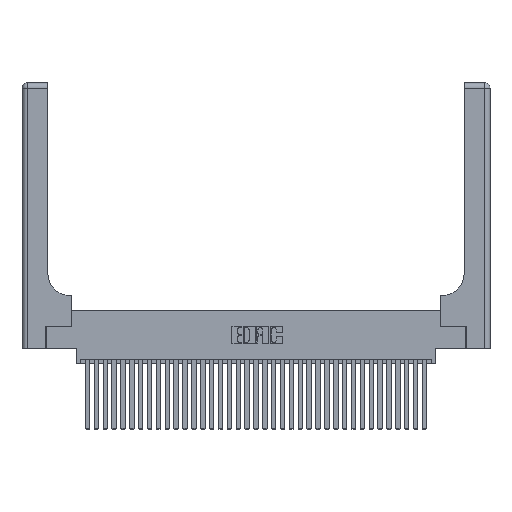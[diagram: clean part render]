
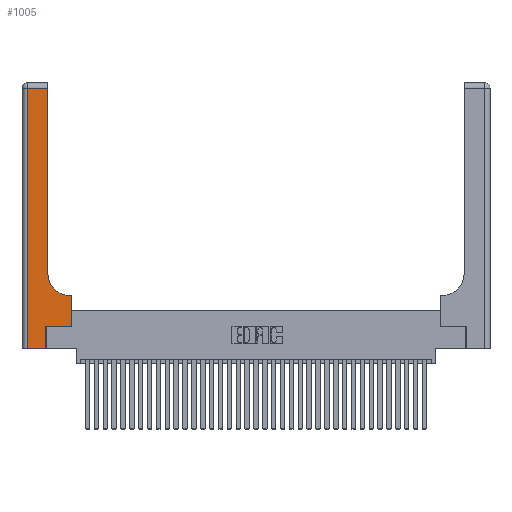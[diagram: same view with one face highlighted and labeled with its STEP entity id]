
A CAD part, top view. The second image highlights one B-rep face of the part: STEP entity #1005.
In plain terms, the highlighted planar face has unit normal (0, 0, 1).
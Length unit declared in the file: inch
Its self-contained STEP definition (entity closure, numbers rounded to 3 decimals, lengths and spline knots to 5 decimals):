
#8 = VERTEX_POINT ( 'NONE', #21465 ) ;
#543 = DIRECTION ( 'NONE',  ( 1., 0., 0. ) ) ;
#796 = EDGE_CURVE ( 'NONE', #8044, #22529, #5427, .T. ) ;
#803 = EDGE_LOOP ( 'NONE', ( #30889, #29373, #20012, #31592, #20064, #13325, #16066, #23217, #16756 ) ) ;
#1005 = ADVANCED_FACE ( 'NONE', ( #32459 ), #29613, .F. ) ;
#2074 = AXIS2_PLACEMENT_3D ( 'NONE', #3687, #23065, #14500 ) ;
#2304 = CARTESIAN_POINT ( 'NONE',  ( 0.2915, 2.94, 0.37 ) ) ;
#2359 = DIRECTION ( 'NONE',  ( 0., 1., 0. ) ) ;
#2520 = CARTESIAN_POINT ( 'NONE',  ( 0.2915, 3., 0.37 ) ) ;
#2817 = EDGE_CURVE ( 'NONE', #34581, #5390, #5353, .T. ) ;
#3205 = LINE ( 'NONE', #14253, #25420 ) ;
#3239 = VECTOR ( 'NONE', #30202, 39.37008 ) ;
#3353 = EDGE_CURVE ( 'NONE', #35449, #12879, #5361, .T. ) ;
#3687 = CARTESIAN_POINT ( 'NONE',  ( 0.5415, 0.85, 0.37 ) ) ;
#4523 = CARTESIAN_POINT ( 'NONE',  ( 0., 3., 0.37 ) ) ;
#5353 = LINE ( 'NONE', #2520, #6153 ) ;
#5361 = LINE ( 'NONE', #21615, #25815 ) ;
#5390 = VERTEX_POINT ( 'NONE', #2304 ) ;
#5427 = LINE ( 'NONE', #16046, #3239 ) ;
#6153 = VECTOR ( 'NONE', #2359, 39.37008 ) ;
#6187 = EDGE_CURVE ( 'NONE', #5390, #8044, #29526, .T. ) ;
#8044 = VERTEX_POINT ( 'NONE', #33128 ) ;
#9271 = VECTOR ( 'NONE', #17533, 39.37008 ) ;
#12879 = VERTEX_POINT ( 'NONE', #21356 ) ;
#13325 = ORIENTED_EDGE ( 'NONE', *, *, #13641, .T. ) ;
#13641 = EDGE_CURVE ( 'NONE', #17294, #8, #33767, .T. ) ;
#14253 = CARTESIAN_POINT ( 'NONE',  ( 0., 0., 0.37 ) ) ;
#14500 = DIRECTION ( 'NONE',  ( 1., 0., 0. ) ) ;
#14926 = DIRECTION ( 'NONE',  ( 0., 1., 0. ) ) ;
#15415 = EDGE_CURVE ( 'NONE', #12879, #34581, #20742, .T. ) ;
#16046 = CARTESIAN_POINT ( 'NONE',  ( 0.06, 3., 0.37 ) ) ;
#16066 = ORIENTED_EDGE ( 'NONE', *, *, #35840, .T. ) ;
#16756 = ORIENTED_EDGE ( 'NONE', *, *, #15415, .T. ) ;
#17156 = VECTOR ( 'NONE', #26076, 39.37008 ) ;
#17195 = CARTESIAN_POINT ( 'NONE',  ( 0.06, 0., 0.37 ) ) ;
#17197 = CARTESIAN_POINT ( 'NONE',  ( 0.5585, 0.25, 0.37 ) ) ;
#17294 = VERTEX_POINT ( 'NONE', #23737 ) ;
#17533 = DIRECTION ( 'NONE',  ( 0., 1., 0. ) ) ;
#18664 = DIRECTION ( 'NONE',  ( -1., 0., 0. ) ) ;
#18791 = CARTESIAN_POINT ( 'NONE',  ( 0.269, 0., 0.37 ) ) ;
#19364 = LINE ( 'NONE', #17197, #9271 ) ;
#20012 = ORIENTED_EDGE ( 'NONE', *, *, #796, .T. ) ;
#20064 = ORIENTED_EDGE ( 'NONE', *, *, #21714, .T. ) ;
#20693 = CARTESIAN_POINT ( 'NONE',  ( 0.269, 0., 0.37 ) ) ;
#20742 = CIRCLE ( 'NONE', #2074, 0.25 ) ;
#20812 = VECTOR ( 'NONE', #34617, 39.37008 ) ;
#20920 = VECTOR ( 'NONE', #14926, 39.37008 ) ;
#20979 = DIRECTION ( 'NONE',  ( 0., 0., -1. ) ) ;
#21356 = CARTESIAN_POINT ( 'NONE',  ( 0.5415, 0.6, 0.37 ) ) ;
#21393 = AXIS2_PLACEMENT_3D ( 'NONE', #4523, #20979, #18664 ) ;
#21465 = CARTESIAN_POINT ( 'NONE',  ( 0.5585, 0.25, 0.37 ) ) ;
#21615 = CARTESIAN_POINT ( 'NONE',  ( 0.2915, 0.6, 0.37 ) ) ;
#21714 = EDGE_CURVE ( 'NONE', #28954, #17294, #29614, .T. ) ;
#22529 = VERTEX_POINT ( 'NONE', #17195 ) ;
#23065 = DIRECTION ( 'NONE',  ( 0., 0., -1. ) ) ;
#23217 = ORIENTED_EDGE ( 'NONE', *, *, #3353, .T. ) ;
#23737 = CARTESIAN_POINT ( 'NONE',  ( 0.269, 0.25, 0.37 ) ) ;
#25420 = VECTOR ( 'NONE', #543, 39.37008 ) ;
#25815 = VECTOR ( 'NONE', #32852, 39.37008 ) ;
#26076 = DIRECTION ( 'NONE',  ( 1., 0., 0. ) ) ;
#26512 = CARTESIAN_POINT ( 'NONE',  ( 0.2915, 0.85, 0.37 ) ) ;
#27339 = CARTESIAN_POINT ( 'NONE',  ( 0.5585, 0.6, 0.37 ) ) ;
#28105 = EDGE_CURVE ( 'NONE', #22529, #28954, #3205, .T. ) ;
#28954 = VERTEX_POINT ( 'NONE', #18791 ) ;
#29373 = ORIENTED_EDGE ( 'NONE', *, *, #6187, .T. ) ;
#29526 = LINE ( 'NONE', #34380, #20812 ) ;
#29613 = PLANE ( 'NONE',  #21393 ) ;
#29614 = LINE ( 'NONE', #20693, #20920 ) ;
#30202 = DIRECTION ( 'NONE',  ( 0., -1., 0. ) ) ;
#30889 = ORIENTED_EDGE ( 'NONE', *, *, #2817, .T. ) ;
#31592 = ORIENTED_EDGE ( 'NONE', *, *, #28105, .T. ) ;
#31805 = CARTESIAN_POINT ( 'NONE',  ( 0.269, 0.25, 0.37 ) ) ;
#32459 = FACE_OUTER_BOUND ( 'NONE', #803, .T. ) ;
#32852 = DIRECTION ( 'NONE',  ( -1., 0., 0. ) ) ;
#33128 = CARTESIAN_POINT ( 'NONE',  ( 0.06, 2.94, 0.37 ) ) ;
#33767 = LINE ( 'NONE', #31805, #17156 ) ;
#34380 = CARTESIAN_POINT ( 'NONE',  ( 0., 2.94, 0.37 ) ) ;
#34581 = VERTEX_POINT ( 'NONE', #26512 ) ;
#34617 = DIRECTION ( 'NONE',  ( -1., 0., 0. ) ) ;
#35449 = VERTEX_POINT ( 'NONE', #27339 ) ;
#35840 = EDGE_CURVE ( 'NONE', #8, #35449, #19364, .T. ) ;
